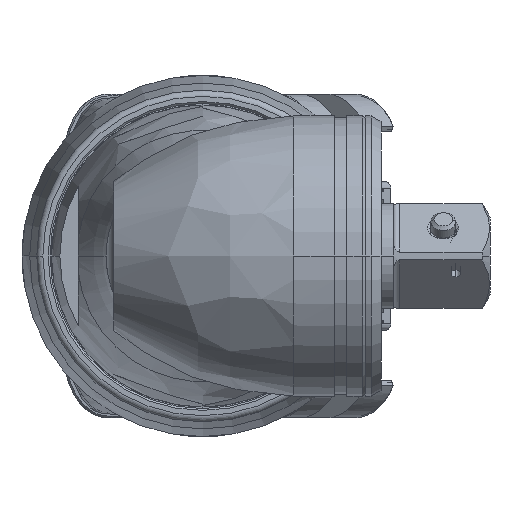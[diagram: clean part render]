
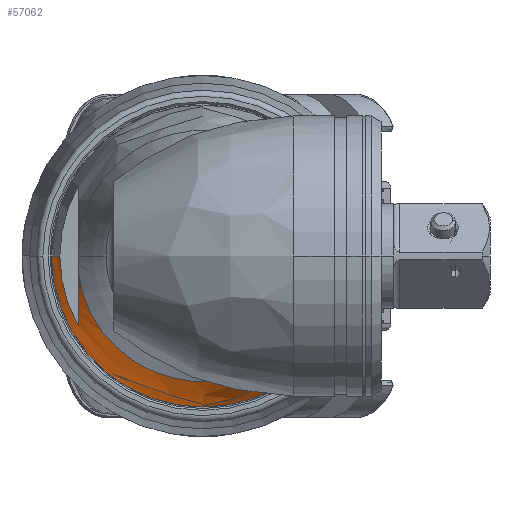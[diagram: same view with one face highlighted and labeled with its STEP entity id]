
A CAD part, left-side view. The second image highlights one B-rep face of the part: STEP entity #57062.
In plain terms, the highlighted free-form (B-spline) face has degree [3, 3] with [4, 4] control points.
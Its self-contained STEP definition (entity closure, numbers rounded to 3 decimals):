
#52477=CARTESIAN_POINT('',(-104.1,-20.,-2.712));
#52492=CARTESIAN_POINT('',(-104.1,0.,0.));
#52493=DIRECTION('',(-1.,0.,0.));
#52494=DIRECTION('',(0.,0.991,-0.134));
#52495=AXIS2_PLACEMENT_3D('',#52492,#52493,#52494);
#52510=CARTESIAN_POINT('',(-104.1,20.,-2.712));
#52557=CARTESIAN_POINT('',(-90.1,0.,0.));
#52558=DIRECTION('',(-1.,0.,0.));
#52559=DIRECTION('',(0.,1.,0.));
#52560=AXIS2_PLACEMENT_3D('',#52557,#52558,#52559);
#52562=CARTESIAN_POINT('',(-104.1,20.,-2.712));
#52563=CARTESIAN_POINT('',(-104.051,20.,-2.803));
#52564=CARTESIAN_POINT('',(-103.947,20.,-2.987));
#52565=CARTESIAN_POINT('',(-103.772,20.,-3.269));
#52566=CARTESIAN_POINT('',(-103.577,20.,-3.555));
#52567=CARTESIAN_POINT('',(-103.361,20.,-3.847));
#52568=CARTESIAN_POINT('',(-103.122,20.,-4.145));
#52569=CARTESIAN_POINT('',(-102.858,20.,-4.448));
#52570=CARTESIAN_POINT('',(-102.567,20.,-4.759));
#52571=CARTESIAN_POINT('',(-102.246,20.,-5.076));
#52572=CARTESIAN_POINT('',(-101.895,20.,-5.401));
#52573=CARTESIAN_POINT('',(-101.509,20.,-5.734));
#52574=CARTESIAN_POINT('',(-101.085,20.,-6.075));
#52575=CARTESIAN_POINT('',(-100.621,20.,-6.425));
#52576=CARTESIAN_POINT('',(-100.112,20.,-6.783));
#52577=CARTESIAN_POINT('',(-99.554,20.,-7.15));
#52578=CARTESIAN_POINT('',(-98.943,20.,-7.526));
#52579=CARTESIAN_POINT('',(-98.274,20.,-7.91));
#52580=CARTESIAN_POINT('',(-97.542,20.,-8.303));
#52581=CARTESIAN_POINT('',(-96.74,20.,-8.704));
#52582=CARTESIAN_POINT('',(-95.862,20.,-9.111));
#52583=CARTESIAN_POINT('',(-94.902,20.,-9.524));
#52584=CARTESIAN_POINT('',(-93.85,20.,-9.943));
#52585=CARTESIAN_POINT('',(-92.699,20.,-10.364));
#52586=CARTESIAN_POINT('',(-91.452,20.,-10.781));
#52587=CARTESIAN_POINT('',(-90.561,20.,-11.052));
#52588=CARTESIAN_POINT('',(-90.1,20.,-11.186));
#52590=CARTESIAN_POINT('',(-90.1,-20.,-11.186));
#52591=CARTESIAN_POINT('',(-90.561,-20.,-11.052));
#52592=CARTESIAN_POINT('',(-91.453,-20.,-10.781));
#52593=CARTESIAN_POINT('',(-92.701,-20.,-10.363));
#52594=CARTESIAN_POINT('',(-93.851,-20.,-9.942));
#52595=CARTESIAN_POINT('',(-94.901,-20.,-9.525));
#52596=CARTESIAN_POINT('',(-95.861,-20.,-9.112));
#52597=CARTESIAN_POINT('',(-96.738,-20.,-8.704));
#52598=CARTESIAN_POINT('',(-97.54,-20.,-8.304));
#52599=CARTESIAN_POINT('',(-98.272,-20.,-7.911));
#52600=CARTESIAN_POINT('',(-98.94,-20.,-7.527));
#52601=CARTESIAN_POINT('',(-99.551,-20.,-7.152));
#52602=CARTESIAN_POINT('',(-100.109,-20.,-6.785));
#52603=CARTESIAN_POINT('',(-100.618,-20.,-6.427));
#52604=CARTESIAN_POINT('',(-101.082,-20.,-6.078));
#52605=CARTESIAN_POINT('',(-101.506,-20.,-5.736));
#52606=CARTESIAN_POINT('',(-101.892,-20.,-5.403));
#52607=CARTESIAN_POINT('',(-102.244,-20.,-5.079));
#52608=CARTESIAN_POINT('',(-102.564,-20.,-4.761));
#52609=CARTESIAN_POINT('',(-102.856,-20.,-4.45));
#52610=CARTESIAN_POINT('',(-103.12,-20.,-4.147));
#52611=CARTESIAN_POINT('',(-103.36,-20.,-3.849));
#52612=CARTESIAN_POINT('',(-103.577,-20.,-3.556));
#52613=CARTESIAN_POINT('',(-103.772,-20.,-3.27));
#52614=CARTESIAN_POINT('',(-103.947,-20.,-2.988));
#52615=CARTESIAN_POINT('',(-104.051,-20.,-2.804));
#52616=CARTESIAN_POINT('',(-104.1,-20.,-2.712));
#52618=CARTESIAN_POINT('',(-90.1,0.,0.));
#52619=DIRECTION('',(-1.,0.,0.));
#52620=DIRECTION('',(0.,-0.873,-0.488));
#52621=AXIS2_PLACEMENT_3D('',#52618,#52619,#52620);
#52623=CARTESIAN_POINT('',(-71.1,0.,0.));
#52624=DIRECTION('',(-1.,0.,0.));
#52625=DIRECTION('',(0.,1.,0.));
#52626=AXIS2_PLACEMENT_3D('',#52623,#52624,#52625);
#52628=CARTESIAN_POINT('',(-71.1,-111.669,0.));
#52629=DIRECTION('',(0.,0.,1.));
#52630=DIRECTION('',(0.,1.,0.));
#52631=AXIS2_PLACEMENT_3D('',#52628,#52629,#52630);
#52638=CARTESIAN_POINT('',(-71.1,111.669,0.));
#52639=DIRECTION('',(0.,0.,-1.));
#52640=DIRECTION('',(0.,-1.,0.));
#52641=AXIS2_PLACEMENT_3D('',#52638,#52639,#52640);
#55904=CARTESIAN_POINT('',(-71.1,24.25,0.));
#55905=VERTEX_POINT('',#55904);
#55908=CARTESIAN_POINT('',(-71.1,-24.25,0.));
#55909=VERTEX_POINT('',#55908);
#55926=CARTESIAN_POINT('',(-90.1,22.915,0.));
#55927=VERTEX_POINT('',#55926);
#55928=CARTESIAN_POINT('',(-90.1,-22.915,0.));
#55929=VERTEX_POINT('',#55928);
#56126=VERTEX_POINT('',#52510);
#56127=VERTEX_POINT('',#52477);
#56130=CARTESIAN_POINT('',(-90.1,20.,-11.186));
#56132=VERTEX_POINT('',#56130);
#56134=CARTESIAN_POINT('',(-90.1,-20.,-11.186));
#56136=VERTEX_POINT('',#56134);
#57029=CARTESIAN_POINT('',(-71.1,24.25,0.));
#57030=CARTESIAN_POINT('',(-82.239,24.25,0.));
#57031=CARTESIAN_POINT('',(-93.294,22.888,0.));
#57032=CARTESIAN_POINT('',(-104.1,20.183,0.));
#57033=CARTESIAN_POINT('',(-71.1,24.25,-48.5));
#57034=CARTESIAN_POINT('',(-82.239,24.25,-48.5));
#57035=CARTESIAN_POINT('',(-93.294,22.888,
-45.775));
#57036=CARTESIAN_POINT('',(-104.1,20.183,-40.366));
#57037=CARTESIAN_POINT('',(-71.1,-24.25,-48.5));
#57038=CARTESIAN_POINT('',(-82.239,-24.25,-48.5));
#57039=CARTESIAN_POINT('',(-93.294,-22.888,
-45.775));
#57040=CARTESIAN_POINT('',(-104.1,-20.183,-40.366));
#57041=CARTESIAN_POINT('',(-71.1,-24.25,0.));
#57042=CARTESIAN_POINT('',(-82.239,-24.25,0.));
#57043=CARTESIAN_POINT('',(-93.294,-22.888,0.));
#57044=CARTESIAN_POINT('',(-104.1,-20.183,0.));
#57045=(BOUNDED_SURFACE()B_SPLINE_SURFACE(3,3,((#57029,#57030,#57031,#57032),(
#57033,#57034,#57035,#57036),(#57037,#57038,#57039,#57040),(#57041,#57042,
#57043,#57044)),.UNSPECIFIED.,.F.,.F.,.F.)B_SPLINE_SURFACE_WITH_KNOTS((4,4),(4,
4),(0.,1.),(0.,1.),.UNSPECIFIED.)GEOMETRIC_REPRESENTATION_ITEM()RATIONAL_B_SPLINE_SURFACE(((2.008,1.997,1.997,
2.008),(0.669,0.666,0.666,
0.669),(0.669,0.666,0.666,
0.669),(2.008,1.997,1.997,
2.008)))REPRESENTATION_ITEM('')SURFACE());
#57047=ORIENTED_EDGE('',*,*,#57046,.T.);
#57049=ORIENTED_EDGE('',*,*,#57048,.T.);
#57050=ORIENTED_EDGE('',*,*,#57019,.F.);
#57051=ORIENTED_EDGE('',*,*,#56989,.T.);
#57053=ORIENTED_EDGE('',*,*,#57052,.F.);
#57055=ORIENTED_EDGE('',*,*,#57054,.T.);
#57057=ORIENTED_EDGE('',*,*,#57056,.F.);
#57059=ORIENTED_EDGE('',*,*,#57058,.F.);
#57060=EDGE_LOOP('',(#57047,#57049,#57050,#57051,#57053,#57055,#57057,#57059));
#57061=FACE_OUTER_BOUND('',#57060,.F.);
#52496=CIRCLE('',#52495,20.183);
#52561=CIRCLE('',#52560,22.915);
#52589=B_SPLINE_CURVE_WITH_KNOTS('',3,(#52562,#52563,#52564,#52565,#52566,
#52567,#52568,#52569,#52570,#52571,#52572,#52573,#52574,#52575,#52576,#52577,
#52578,#52579,#52580,#52581,#52582,#52583,#52584,#52585,#52586,#52587,#52588),
.UNSPECIFIED.,.F.,.F.,(4,1,1,1,1,1,1,1,1,1,1,1,1,1,1,1,1,1,1,1,1,1,1,1,4),(0.,
0.042,0.083,0.125,0.167,0.208,
0.25,0.292,0.333,0.375,0.417,
0.458,0.5,0.542,0.583,0.625,
0.667,0.708,0.75,0.792,0.833,
0.875,0.917,0.958,1.),.UNSPECIFIED.);
#52617=B_SPLINE_CURVE_WITH_KNOTS('',3,(#52590,#52591,#52592,#52593,#52594,
#52595,#52596,#52597,#52598,#52599,#52600,#52601,#52602,#52603,#52604,#52605,
#52606,#52607,#52608,#52609,#52610,#52611,#52612,#52613,#52614,#52615,#52616),
.UNSPECIFIED.,.F.,.F.,(4,1,1,1,1,1,1,1,1,1,1,1,1,1,1,1,1,1,1,1,1,1,1,1,4),(0.,
0.042,0.083,0.125,0.167,0.208,
0.25,0.292,0.333,0.375,0.417,
0.458,0.5,0.542,0.583,0.625,
0.667,0.708,0.75,0.792,0.833,
0.875,0.917,0.958,1.),.UNSPECIFIED.);
#52622=CIRCLE('',#52621,22.915);
#52627=CIRCLE('',#52626,24.25);
#52632=CIRCLE('',#52631,135.919);
#52642=CIRCLE('',#52641,135.919);
#56989=EDGE_CURVE('',#56126,#56127,#52496,.T.);
#57019=EDGE_CURVE('',#56126,#56132,#52589,.T.);
#57046=EDGE_CURVE('',#55905,#55927,#52632,.T.);
#57048=EDGE_CURVE('',#55927,#56132,#52561,.T.);
#57052=EDGE_CURVE('',#56136,#56127,#52617,.T.);
#57054=EDGE_CURVE('',#56136,#55929,#52622,.T.);
#57056=EDGE_CURVE('',#55909,#55929,#52642,.T.);
#57058=EDGE_CURVE('',#55905,#55909,#52627,.T.);
#57062=ADVANCED_FACE('',(#57061),#57045,.T.);
